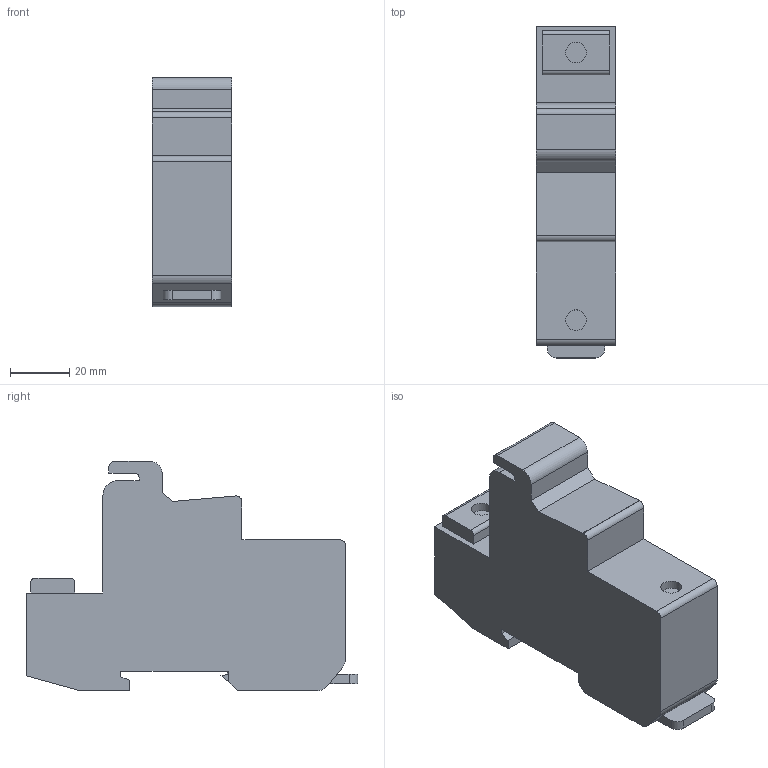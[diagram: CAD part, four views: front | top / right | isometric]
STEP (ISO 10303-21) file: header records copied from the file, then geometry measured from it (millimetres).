
FILE_DESCRIPTION (( 'STEP AP203' ), '1' );
FILE_NAME ('Ïðåäîõðàíèòåëü-ðàçúåäèíèòåëü äëÿ ÏÂÖ 1Ð 14õ51.STEP', '2018-03-30T08:50:39', ( '' ), ( '' ), 'SwSTEP 2.0', 'SolidWorks 2017', '' );
FILE_SCHEMA (( 'CONFIG_CONTROL_DESIGN' ));
Length unit declared in the file: millimetre
Products named in the file (1): Ïðåäîõðàíèòåëü-ðàçúåäèíèòåëü äëÿ ÏÂÖ 1Ð 14õ51
Bounding box: 27 x 112.2 x 77.5 mm (x, y, z)
Volume: 152999.2 mm3; surface area: 22628.4 mm2
Topology: 1 solids, 1 shells, 61 faces, 163 edges, 108 vertices
Faces by surface type: plane 44, cylinder 17
Entity records: 1972 total; most frequent: CARTESIAN_POINT 333, ORIENTED_EDGE 326, DIRECTION 321, EDGE_CURVE 163, LINE 129, VECTOR 129, VERTEX_POINT 108, AXIS2_PLACEMENT_3D 96
